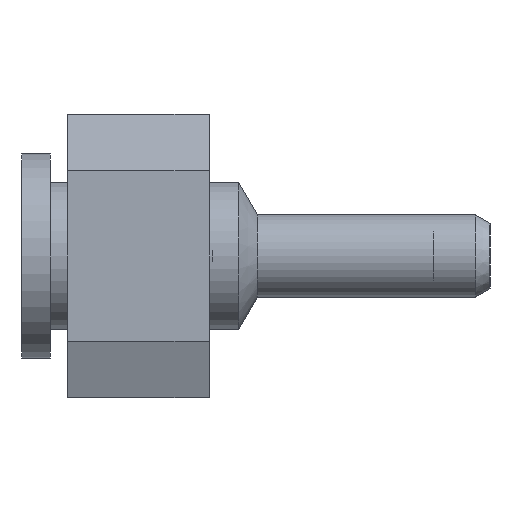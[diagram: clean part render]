
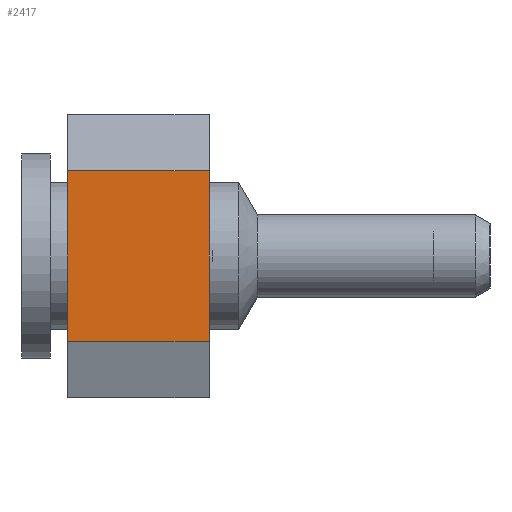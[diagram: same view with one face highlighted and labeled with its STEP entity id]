
A CAD part, left-side view. The second image highlights one B-rep face of the part: STEP entity #2417.
In plain terms, the highlighted planar face has unit normal (-1, 0, 0).
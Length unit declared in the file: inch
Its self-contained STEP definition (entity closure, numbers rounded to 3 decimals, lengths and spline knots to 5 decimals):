
#224=ORIENTED_EDGE('',*,*,#872,.T.);
#225=ORIENTED_EDGE('',*,*,#873,.T.);
#226=ORIENTED_EDGE('',*,*,#874,.F.);
#227=ORIENTED_EDGE('',*,*,#875,.F.);
#872=EDGE_CURVE('',#1196,#1197,#1429,.T.);
#873=EDGE_CURVE('',#1197,#1198,#1430,.T.);
#874=EDGE_CURVE('',#1199,#1198,#1431,.T.);
#875=EDGE_CURVE('',#1196,#1199,#1432,.T.);
#1196=VERTEX_POINT('',#3548);
#1197=VERTEX_POINT('',#3549);
#1198=VERTEX_POINT('',#3551);
#1199=VERTEX_POINT('',#3553);
#1429=LINE('',#3547,#1705);
#1430=LINE('',#3550,#1706);
#1431=LINE('',#3552,#1707);
#1432=LINE('',#3554,#1708);
#1705=VECTOR('',#2842,39.37008);
#1706=VECTOR('',#2843,39.37008);
#1707=VECTOR('',#2844,39.37008);
#1708=VECTOR('',#2845,39.37008);
#1936=EDGE_LOOP('',(#224,#225,#226,#227));
#2126=FACE_BOUND('',#1936,.T.);
#2317=PLANE('',#2571);
#2417=ADVANCED_FACE('',(#2126),#2317,.F.);
#2571=AXIS2_PLACEMENT_3D('',#3546,#2840,#2841);
#2840=DIRECTION('',(1.,0.,0.));
#2841=DIRECTION('',(0.,0.,-1.));
#2842=DIRECTION('',(0.,-1.,0.));
#2843=DIRECTION('',(0.,0.,1.));
#2844=DIRECTION('',(0.,-1.,0.));
#2845=DIRECTION('',(0.,0.,1.));
#3546=CARTESIAN_POINT('',(0.,0.05,-0.05));
#3547=CARTESIAN_POINT('',(0.,0.1,-0.03));
#3548=CARTESIAN_POINT('',(0.,0.05,-0.03));
#3549=CARTESIAN_POINT('',(0.,0.,-0.03));
#3550=CARTESIAN_POINT('',(0.,0.,-0.05));
#3551=CARTESIAN_POINT('',(0.,0.,0.03));
#3552=CARTESIAN_POINT('',(0.,0.1,0.03));
#3553=CARTESIAN_POINT('',(0.,0.05,0.03));
#3554=CARTESIAN_POINT('',(0.,0.05,-0.05));
